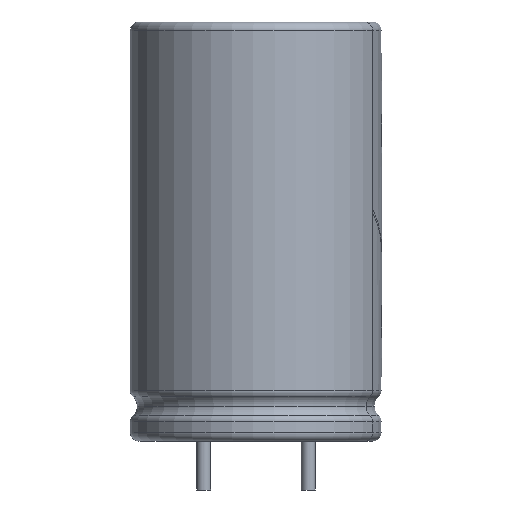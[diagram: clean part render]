
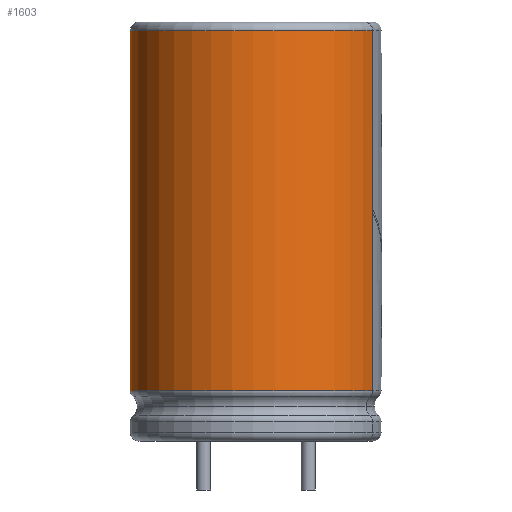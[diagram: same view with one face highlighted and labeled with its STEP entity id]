
A CAD part, front view. The second image highlights one B-rep face of the part: STEP entity #1603.
In plain terms, the highlighted cylindrical face has radius 9 mm (diameter 18 mm), a partial arc.
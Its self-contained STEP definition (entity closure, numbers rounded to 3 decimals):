
#252 = CARTESIAN_POINT ( 'NONE',  ( 0., 0., 29.4 ) ) ;
#1356 = ORIENTED_EDGE ( 'NONE', *, *, #3905, .T. ) ;
#1383 = VECTOR ( 'NONE', #4022, 1000. ) ;
#1431 = DIRECTION ( 'NONE',  ( 0., 0., -1. ) ) ;
#1478 = CIRCLE ( 'NONE', #1995, 9. ) ;
#1533 = DIRECTION ( 'NONE',  ( 0., 0., -1. ) ) ;
#1603 = ADVANCED_FACE ( 'NONE', ( #2314 ), #3102, .T. ) ;
#1712 = AXIS2_PLACEMENT_3D ( 'NONE', #252, #2274, #4344 ) ;
#1750 = VERTEX_POINT ( 'NONE', #3621 ) ;
#1887 = CIRCLE ( 'NONE', #1712, 9. ) ;
#1995 = AXIS2_PLACEMENT_3D ( 'NONE', #4540, #2040, #2448 ) ;
#2040 = DIRECTION ( 'NONE',  ( 0., 0., -1. ) ) ;
#2274 = DIRECTION ( 'NONE',  ( 0., 0., -1. ) ) ;
#2314 = FACE_OUTER_BOUND ( 'NONE', #3880, .T. ) ;
#2448 = DIRECTION ( 'NONE',  ( -1., 0., 0. ) ) ;
#2546 = AXIS2_PLACEMENT_3D ( 'NONE', #4023, #1533, #4931 ) ;
#2554 = EDGE_CURVE ( 'NONE', #3562, #1750, #3460, .T. ) ;
#2893 = VERTEX_POINT ( 'NONE', #4328 ) ;
#2910 = VECTOR ( 'NONE', #1431, 1000. ) ;
#3102 = CYLINDRICAL_SURFACE ( 'NONE', #2546, 9. ) ;
#3226 = CARTESIAN_POINT ( 'NONE',  ( -9., 0., 0. ) ) ;
#3460 = LINE ( 'NONE', #5137, #2910 ) ;
#3562 = VERTEX_POINT ( 'NONE', #4099 ) ;
#3621 = CARTESIAN_POINT ( 'NONE',  ( 8.345, -3.371, 3.618 ) ) ;
#3880 = EDGE_LOOP ( 'NONE', ( #5350, #1356, #4623, #4608 ) ) ;
#3905 = EDGE_CURVE ( 'NONE', #4581, #2893, #5264, .T. ) ;
#4019 = EDGE_CURVE ( 'NONE', #1750, #2893, #1478, .T. ) ;
#4022 = DIRECTION ( 'NONE',  ( 0., 0., -1. ) ) ;
#4023 = CARTESIAN_POINT ( 'NONE',  ( 0., 0., 0. ) ) ;
#4099 = CARTESIAN_POINT ( 'NONE',  ( 8.345, -3.371, 29.4 ) ) ;
#4200 = CARTESIAN_POINT ( 'NONE',  ( -9., 0., 29.4 ) ) ;
#4328 = CARTESIAN_POINT ( 'NONE',  ( -9., 0., 3.618 ) ) ;
#4344 = DIRECTION ( 'NONE',  ( -1., 0., 0. ) ) ;
#4540 = CARTESIAN_POINT ( 'NONE',  ( 0., 0., 3.618 ) ) ;
#4581 = VERTEX_POINT ( 'NONE', #4200 ) ;
#4608 = ORIENTED_EDGE ( 'NONE', *, *, #2554, .F. ) ;
#4623 = ORIENTED_EDGE ( 'NONE', *, *, #4019, .F. ) ;
#4931 = DIRECTION ( 'NONE',  ( -1., 0., 0. ) ) ;
#5137 = CARTESIAN_POINT ( 'NONE',  ( 8.345, -3.371, 0. ) ) ;
#5264 = LINE ( 'NONE', #3226, #1383 ) ;
#5350 = ORIENTED_EDGE ( 'NONE', *, *, #5381, .T. ) ;
#5381 = EDGE_CURVE ( 'NONE', #3562, #4581, #1887, .T. ) ;
